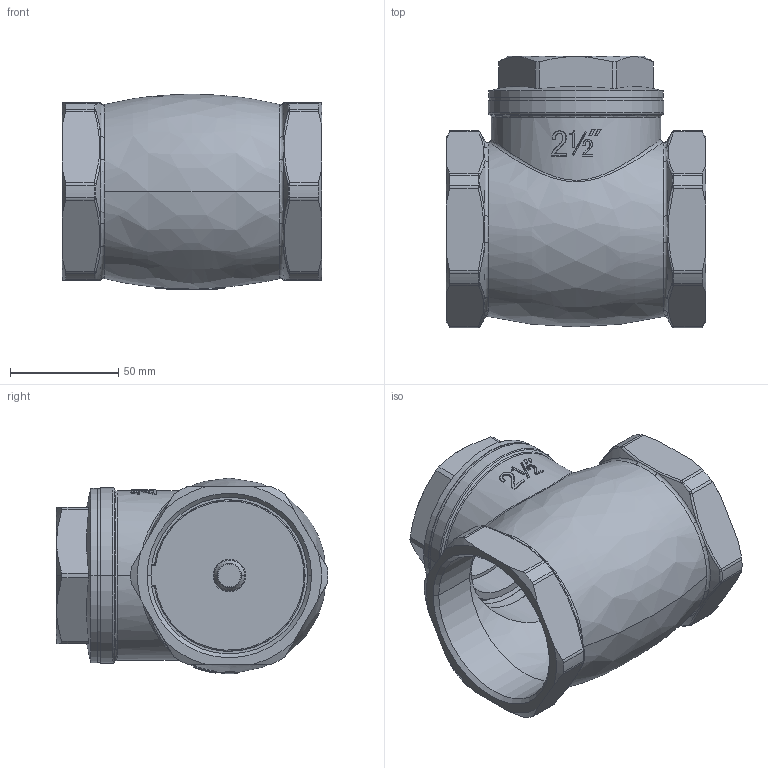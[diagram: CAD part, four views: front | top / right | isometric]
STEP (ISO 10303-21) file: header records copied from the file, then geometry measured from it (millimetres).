
FILE_DESCRIPTION(/* description */ ('Unknown'),/* implementation_level */ '2;1');
FILE_NAME(/* name */ '1052-10',/* time_stamp */ '2024-03-05T10:17:29+01:00',/* author */ ('Unknown'),/* organization */ ('Unknown'),/* preprocessor_version */ 'ST-DEVELOPER v19.4',/* originating_system */ 'Solid Edge',/* authorisation */ 'Unknown');
FILE_SCHEMA (('AUTOMOTIVE_DESIGN {1 0 10303 214 3 1 1}'));
Length unit declared in the file: millimetre
Products named in the file (9): 1052-10; F501-65-1; F501-65-4_F; F501-65-2; F501-65-3R_F_ASM; F501-65-3R; F501-65-5R_F; F501-65-6R_F; F501-65-7R_F
Assembly tree (8 placements, depth 3):
  1052-10
    F501-65-1
    F501-65-4_F
    F501-65-2
    F501-65-3R_F_ASM
      F501-65-3R
      F501-65-5R_F
      F501-65-6R_F
      F501-65-7R_F
Bounding box: 120 x 125.49 x 90.43 mm (x, y, z)
Volume: 228727.5 mm3; surface area: 122232.2 mm2
Topology: 7 solids, 7 shells, 501 faces, 1273 edges, 809 vertices
Faces by surface type: bspline 142, cylinder 123, plane 87, cone 79, torus 66, sphere 4
Entity records: 25860 total; most frequent: CARTESIAN_POINT 14926, ORIENTED_EDGE 2538, DIRECTION 1763, EDGE_CURVE 1269, VERTEX_POINT 809, AXIS2_PLACEMENT_3D 730, B_SPLINE_CURVE_WITH_KNOTS 604, EDGE_LOOP 538
